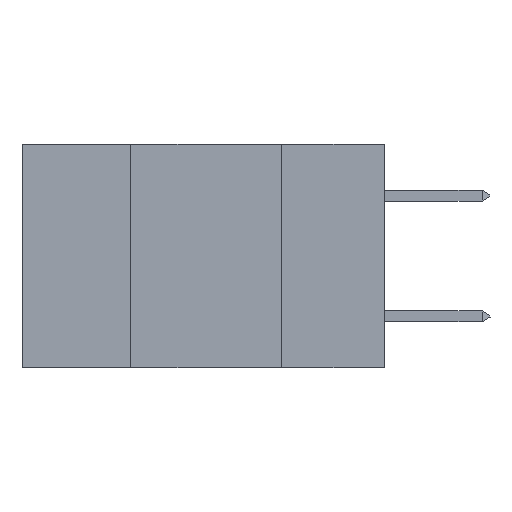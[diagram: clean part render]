
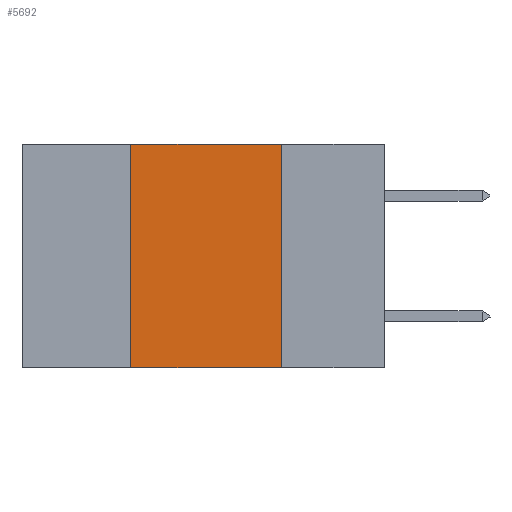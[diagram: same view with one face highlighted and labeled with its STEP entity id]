
A CAD part, left-side view. The second image highlights one B-rep face of the part: STEP entity #5692.
In plain terms, the highlighted planar face has unit normal (-1, 0, 0).
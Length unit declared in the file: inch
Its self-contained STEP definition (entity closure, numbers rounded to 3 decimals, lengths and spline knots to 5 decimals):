
#242 = EDGE_LOOP ( 'NONE', ( #8294, #2918, #283, #10509 ) ) ;
#283 = ORIENTED_EDGE ( 'NONE', *, *, #19072, .F. ) ;
#1242 = VECTOR ( 'NONE', #14498, 39.37008 ) ;
#1755 = CARTESIAN_POINT ( 'NONE',  ( 0., 0.17, 0. ) ) ;
#2017 = VERTEX_POINT ( 'NONE', #14861 ) ;
#2149 = VERTEX_POINT ( 'NONE', #5781 ) ;
#2215 = EDGE_CURVE ( 'NONE', #2017, #7475, #9129, .T. ) ;
#2615 = LINE ( 'NONE', #19110, #5805 ) ;
#2898 = VERTEX_POINT ( 'NONE', #9952 ) ;
#2918 = ORIENTED_EDGE ( 'NONE', *, *, #2215, .F. ) ;
#3241 = VECTOR ( 'NONE', #15919, 39.37008 ) ;
#3435 = DIRECTION ( 'NONE',  ( 0., -1., 0. ) ) ;
#4337 = DIRECTION ( 'NONE',  ( 0., 0., 1. ) ) ;
#5172 = CARTESIAN_POINT ( 'NONE',  ( 0., 0.17, 0. ) ) ;
#5692 = ADVANCED_FACE ( 'NONE', ( #18777 ), #10808, .F. ) ;
#5776 = VECTOR ( 'NONE', #3435, 39.37008 ) ;
#5781 = CARTESIAN_POINT ( 'NONE',  ( 0., 0.17, -0.37 ) ) ;
#5805 = VECTOR ( 'NONE', #4337, 39.37008 ) ;
#7475 = VERTEX_POINT ( 'NONE', #5172 ) ;
#8294 = ORIENTED_EDGE ( 'NONE', *, *, #13124, .F. ) ;
#8299 = CARTESIAN_POINT ( 'NONE',  ( 0., 0.6, -0.37 ) ) ;
#8877 = CARTESIAN_POINT ( 'NONE',  ( 0., 0.6, 0. ) ) ;
#9129 = LINE ( 'NONE', #12994, #3241 ) ;
#9653 = AXIS2_PLACEMENT_3D ( 'NONE', #8877, #17372, #12102 ) ;
#9952 = CARTESIAN_POINT ( 'NONE',  ( 0., 0.42, -0.37 ) ) ;
#10298 = EDGE_CURVE ( 'NONE', #2898, #2149, #14874, .T. ) ;
#10509 = ORIENTED_EDGE ( 'NONE', *, *, #10298, .T. ) ;
#10808 = PLANE ( 'NONE',  #9653 ) ;
#12102 = DIRECTION ( 'NONE',  ( 0., 0., -1. ) ) ;
#12873 = LINE ( 'NONE', #1755, #1242 ) ;
#12994 = CARTESIAN_POINT ( 'NONE',  ( 0., 0.6, 0. ) ) ;
#13124 = EDGE_CURVE ( 'NONE', #7475, #2149, #12873, .T. ) ;
#14498 = DIRECTION ( 'NONE',  ( 0., 0., -1. ) ) ;
#14861 = CARTESIAN_POINT ( 'NONE',  ( 0., 0.42, 0. ) ) ;
#14874 = LINE ( 'NONE', #8299, #5776 ) ;
#15919 = DIRECTION ( 'NONE',  ( 0., -1., 0. ) ) ;
#17372 = DIRECTION ( 'NONE',  ( 1., 0., 0. ) ) ;
#18777 = FACE_OUTER_BOUND ( 'NONE', #242, .T. ) ;
#19072 = EDGE_CURVE ( 'NONE', #2898, #2017, #2615, .T. ) ;
#19110 = CARTESIAN_POINT ( 'NONE',  ( 0., 0.42, 0. ) ) ;
